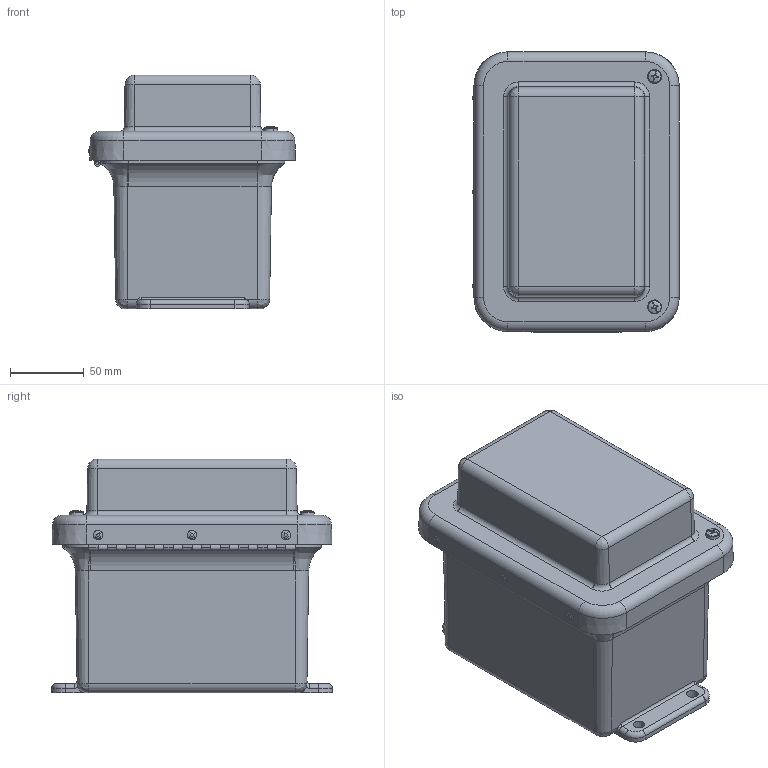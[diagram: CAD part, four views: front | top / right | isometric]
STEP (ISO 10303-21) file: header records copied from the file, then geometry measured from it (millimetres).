
FILE_DESCRIPTION(/* description */ (''),/* implementation_level */ '2;1');
FILE_NAME(/* name */ 'HW-RHJ60405CHSC.stp',/* time_stamp */ '2014-04-02T08:53:15-05:00',/* author */ ('jtigges'),/* organization */ (''),/* preprocessor_version */ 'ST-DEVELOPER v15.2',/* originating_system */ 'Autodesk Inventor 2014',/* authorisation */ '');
FILE_SCHEMA (('AUTOMOTIVE_DESIGN { 1 0 10303 214 3 1 1 }'));
Length unit declared in the file: inch
Products named in the file (18): J604HW_3; RMINS45821P_53; RMINS45821P_54; RMINS45821P_55; RMINS45821P_56; RMINS45821P_57; RMINS45821P_58; J604BHW; RMHINGCOV5.5; RMHINGPIN5.5; RMHINGBOX5.5; RMHING5.5; RJ604HWCVR; GASKET_604; WP604HWU; RMSC10X063PHCPH; RMRIV43; RJ604HW_STP
Bounding box: 139.66 x 189.85 x 158.17 mm (x, y, z)
Volume: 546994.7 mm3; surface area: 287924.5 mm2
Topology: 19 solids, 19 shells, 712 faces, 1750 edges, 1099 vertices
Faces by surface type: cylinder 263, plane 223, cone 134, torus 48, bspline 40, sphere 4
Full cylindrical faces by diameter (mm): 2.159 x23, 3.175 x5, 3.327 x5, 3.556 x5, 3.683 x2, 3.861 x5, 3.962 x7, 3.967 x40, 4.826 x40, 5.537 x4, 6.35 x5, 6.858 x6
Entity records: 18162 total; most frequent: CARTESIAN_POINT 4426, DIRECTION 3008, ORIENTED_EDGE 2468, EDGE_CURVE 1234, AXIS2_PLACEMENT_3D 1225, VERTEX_POINT 850, EDGE_LOOP 836, CIRCLE 604
